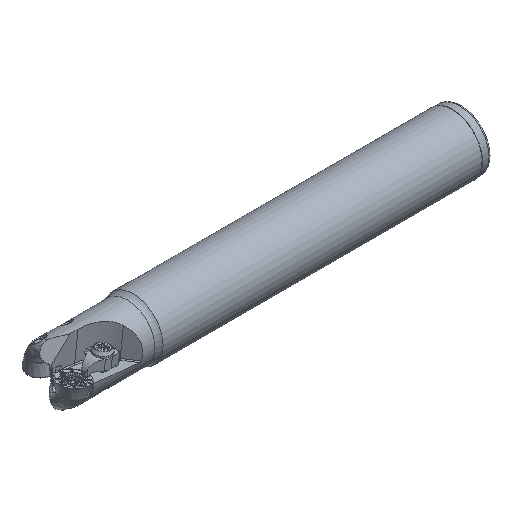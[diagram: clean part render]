
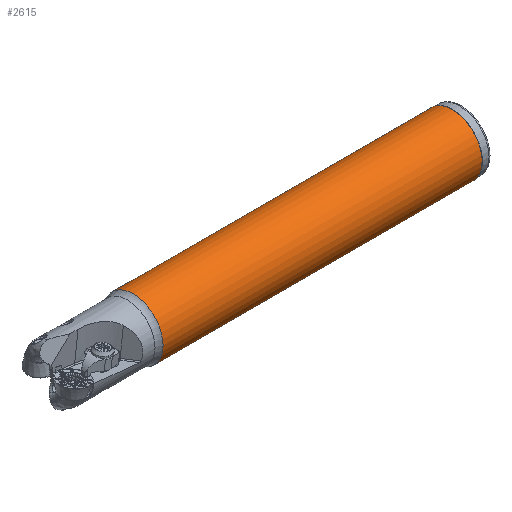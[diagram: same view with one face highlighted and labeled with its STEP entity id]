
A CAD part, isometric view. The second image highlights one B-rep face of the part: STEP entity #2615.
In plain terms, the highlighted cylindrical face has radius 12.7 mm (diameter 25.4 mm), a full revolution.
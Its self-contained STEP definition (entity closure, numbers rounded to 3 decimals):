
#1090=FACE_BOUND('',#5233,.T.);
#1091=FACE_BOUND('',#5234,.T.);
#1373=CYLINDRICAL_SURFACE('',#19274,12.7);
#1546=CIRCLE('',#19272,12.7);
#1547=CIRCLE('',#19273,12.7);
#2615=ADVANCED_FACE('',(#1090,#1091),#1373,.T.);
#5233=EDGE_LOOP('',(#8168));
#5234=EDGE_LOOP('',(#8169));
#8168=ORIENTED_EDGE('',*,*,#15664,.F.);
#8169=ORIENTED_EDGE('',*,*,#15665,.T.);
#13901=VERTEX_POINT('',#26236);
#13902=VERTEX_POINT('',#26238);
#15664=EDGE_CURVE('',#13901,#13901,#1546,.T.);
#15665=EDGE_CURVE('',#13902,#13902,#1547,.T.);
#19272=AXIS2_PLACEMENT_3D('',#26235,#21044,#21045);
#19273=AXIS2_PLACEMENT_3D('',#26237,#21046,#21047);
#19274=AXIS2_PLACEMENT_3D('',#26239,#21048,#21049);
#21044=DIRECTION('',(1.,0.,0.));
#21045=DIRECTION('',(0.,0.,-1.));
#21046=DIRECTION('',(1.,0.,0.));
#21047=DIRECTION('',(0.,0.,-1.));
#21048=DIRECTION('',(1.,0.,0.));
#21049=DIRECTION('',(0.,0.,-1.));
#26235=CARTESIAN_POINT('',(173.8,0.,0.));
#26236=CARTESIAN_POINT('',(173.8,0.,-12.7));
#26237=CARTESIAN_POINT('',(38.1,0.,0.));
#26238=CARTESIAN_POINT('',(38.1,0.,-12.7));
#26239=CARTESIAN_POINT('',(177.8,0.,0.));
